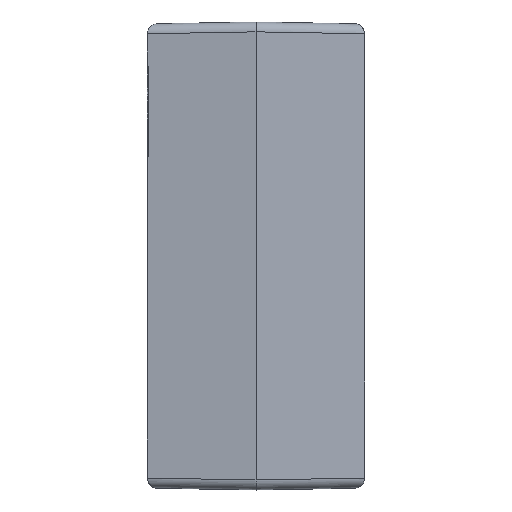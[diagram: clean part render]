
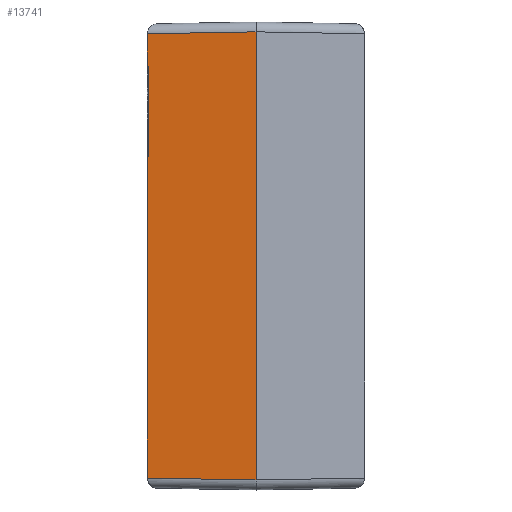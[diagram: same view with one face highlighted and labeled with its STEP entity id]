
A CAD part, top view. The second image highlights one B-rep face of the part: STEP entity #13741.
In plain terms, the highlighted planar face has unit normal (-0.087, 0, 0.996).
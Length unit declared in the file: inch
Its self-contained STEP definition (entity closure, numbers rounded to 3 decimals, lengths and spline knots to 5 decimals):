
#74 = EDGE_CURVE ( 'NONE', #1879, #11671, #7005, .T. ) ;
#104 = EDGE_CURVE ( 'NONE', #1879, #14946, #8841, .T. ) ;
#819 = LINE ( 'NONE', #7064, #4260 ) ;
#852 = ORIENTED_EDGE ( 'NONE', *, *, #104, .F. ) ;
#1328 = EDGE_CURVE ( 'NONE', #4050, #11053, #819, .T. ) ;
#1719 = VERTEX_POINT ( 'NONE', #6462 ) ;
#1879 = VERTEX_POINT ( 'NONE', #9437 ) ;
#1936 = ORIENTED_EDGE ( 'NONE', *, *, #4544, .T. ) ;
#2197 = FACE_OUTER_BOUND ( 'NONE', #13679, .T. ) ;
#2458 = CARTESIAN_POINT ( 'NONE',  ( -0.43258, 0.39634, 0.20215 ) ) ;
#3280 = ORIENTED_EDGE ( 'NONE', *, *, #11631, .T. ) ;
#3651 = LINE ( 'NONE', #14856, #5884 ) ;
#3927 = VERTEX_POINT ( 'NONE', #11730 ) ;
#4050 = VERTEX_POINT ( 'NONE', #4524 ) ;
#4174 = VERTEX_POINT ( 'NONE', #15811 ) ;
#4260 = VECTOR ( 'NONE', #11981, 39.37008 ) ;
#4524 = CARTESIAN_POINT ( 'NONE',  ( -0.42864, 0.75634, 0.2025 ) ) ;
#4544 = EDGE_CURVE ( 'NONE', #11671, #4174, #7476, .T. ) ;
#4709 = DIRECTION ( 'NONE',  ( 0.996, 0., 0.087 ) ) ;
#4776 = VECTOR ( 'NONE', #14881, 39.37008 ) ;
#5261 = VECTOR ( 'NONE', #12466, 39.37008 ) ;
#5621 = EDGE_CURVE ( 'NONE', #1719, #14946, #10448, .T. ) ;
#5797 = DIRECTION ( 'NONE',  ( 0.996, -0.017, 0.087 ) ) ;
#5884 = VECTOR ( 'NONE', #8583, 39.37008 ) ;
#6462 = CARTESIAN_POINT ( 'NONE',  ( -0.42864, 0.39634, 0.2025 ) ) ;
#6509 = EDGE_CURVE ( 'NONE', #4050, #1719, #6994, .T. ) ;
#6828 = CARTESIAN_POINT ( 'NONE',  ( 0., 0., 0.24 ) ) ;
#6908 = DIRECTION ( 'NONE',  ( -0.996, 0., -0.087 ) ) ;
#6994 = LINE ( 'NONE', #15539, #14541 ) ;
#7005 = LINE ( 'NONE', #11920, #14789 ) ;
#7057 = DIRECTION ( 'NONE',  ( -0.087, 0., 0.996 ) ) ;
#7064 = CARTESIAN_POINT ( 'NONE',  ( 0., 0.75634, 0.24 ) ) ;
#7075 = LINE ( 'NONE', #15384, #7365 ) ;
#7365 = VECTOR ( 'NONE', #9493, 39.37008 ) ;
#7476 = LINE ( 'NONE', #10048, #4776 ) ;
#7650 = CARTESIAN_POINT ( 'NONE',  ( -0.43258, 0.75634, 0.20215 ) ) ;
#7978 = ORIENTED_EDGE ( 'NONE', *, *, #6509, .T. ) ;
#8533 = CARTESIAN_POINT ( 'NONE',  ( -0.43258, 0., 0.20215 ) ) ;
#8583 = DIRECTION ( 'NONE',  ( 0., 1., 0. ) ) ;
#8760 = ORIENTED_EDGE ( 'NONE', *, *, #5621, .T. ) ;
#8841 = LINE ( 'NONE', #8533, #5261 ) ;
#9437 = CARTESIAN_POINT ( 'NONE',  ( -0.43258, -0.88571, 0.20215 ) ) ;
#9493 = DIRECTION ( 'NONE',  ( -0.996, -0.017, -0.087 ) ) ;
#10048 = CARTESIAN_POINT ( 'NONE',  ( 0., 0., 0.24 ) ) ;
#10448 = LINE ( 'NONE', #15446, #10606 ) ;
#10606 = VECTOR ( 'NONE', #6908, 39.37008 ) ;
#10674 = ORIENTED_EDGE ( 'NONE', *, *, #1328, .F. ) ;
#11053 = VERTEX_POINT ( 'NONE', #7650 ) ;
#11528 = AXIS2_PLACEMENT_3D ( 'NONE', #6828, #7057, #4709 ) ;
#11631 = EDGE_CURVE ( 'NONE', #4174, #3927, #7075, .T. ) ;
#11671 = VERTEX_POINT ( 'NONE', #12073 ) ;
#11730 = CARTESIAN_POINT ( 'NONE',  ( -0.43258, 0.88571, 0.20215 ) ) ;
#11920 = CARTESIAN_POINT ( 'NONE',  ( 0.00068, -0.89327, 0.24006 ) ) ;
#11974 = PLANE ( 'NONE',  #11528 ) ;
#11981 = DIRECTION ( 'NONE',  ( -0.996, 0., -0.087 ) ) ;
#12073 = CARTESIAN_POINT ( 'NONE',  ( 0., -0.89326, 0.24 ) ) ;
#12466 = DIRECTION ( 'NONE',  ( 0., 1., 0. ) ) ;
#12948 = DIRECTION ( 'NONE',  ( 0., -1., 0. ) ) ;
#13679 = EDGE_LOOP ( 'NONE', ( #7978, #8760, #852, #13984, #1936, #3280, #13861, #10674 ) ) ;
#13741 = ADVANCED_FACE ( 'NONE', ( #2197 ), #11974, .T. ) ;
#13861 = ORIENTED_EDGE ( 'NONE', *, *, #13978, .F. ) ;
#13978 = EDGE_CURVE ( 'NONE', #11053, #3927, #3651, .T. ) ;
#13984 = ORIENTED_EDGE ( 'NONE', *, *, #74, .T. ) ;
#14541 = VECTOR ( 'NONE', #12948, 39.37008 ) ;
#14789 = VECTOR ( 'NONE', #5797, 39.37008 ) ;
#14856 = CARTESIAN_POINT ( 'NONE',  ( -0.43258, 0., 0.20215 ) ) ;
#14881 = DIRECTION ( 'NONE',  ( 0., 1., 0. ) ) ;
#14946 = VERTEX_POINT ( 'NONE', #2458 ) ;
#15384 = CARTESIAN_POINT ( 'NONE',  ( -0.01547, 0.89299, 0.23865 ) ) ;
#15446 = CARTESIAN_POINT ( 'NONE',  ( 0., 0.39634, 0.24 ) ) ;
#15539 = CARTESIAN_POINT ( 'NONE',  ( -0.42864, 0., 0.2025 ) ) ;
#15811 = CARTESIAN_POINT ( 'NONE',  ( 0., 0.89326, 0.24 ) ) ;
